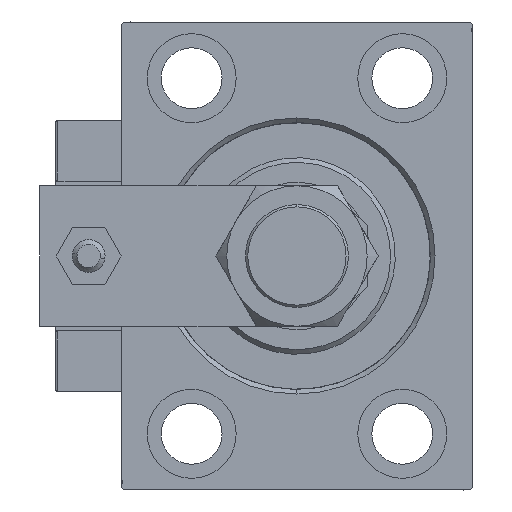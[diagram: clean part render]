
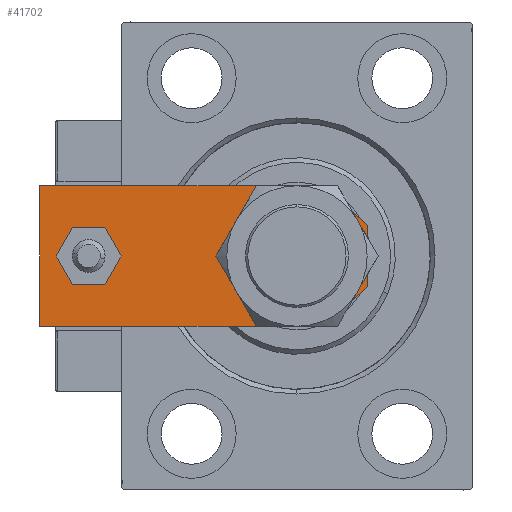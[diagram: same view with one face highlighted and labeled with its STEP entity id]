
A CAD part, left-side view. The second image highlights one B-rep face of the part: STEP entity #41702.
In plain terms, the highlighted face is planar.
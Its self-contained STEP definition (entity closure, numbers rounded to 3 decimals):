
#257 = ORIENTED_EDGE ( 'NONE', *, *, #49233, .T. ) ;
#624 = EDGE_CURVE ( 'NONE', #17790, #26320, #10630, .T. ) ;
#1921 = ORIENTED_EDGE ( 'NONE', *, *, #25166, .F. ) ;
#2374 = ORIENTED_EDGE ( 'NONE', *, *, #24342, .T. ) ;
#2832 = CARTESIAN_POINT ( 'NONE',  ( 0., 15., 8. ) ) ;
#3876 = VERTEX_POINT ( 'NONE', #43230 ) ;
#4349 = DIRECTION ( 'NONE',  ( 0., 0., 1. ) ) ;
#4746 = VECTOR ( 'NONE', #14871, 1000. ) ;
#4916 = VERTEX_POINT ( 'NONE', #26034 ) ;
#4931 = VECTOR ( 'NONE', #34917, 1000. ) ;
#6234 = VECTOR ( 'NONE', #33923, 1000. ) ;
#6451 = VERTEX_POINT ( 'NONE', #24563 ) ;
#6606 = EDGE_CURVE ( 'NONE', #4916, #18759, #41109, .T. ) ;
#7116 = EDGE_CURVE ( 'NONE', #3876, #6451, #29141, .T. ) ;
#7162 = LINE ( 'NONE', #23450, #30075 ) ;
#7370 = VERTEX_POINT ( 'NONE', #31697 ) ;
#7468 = EDGE_CURVE ( 'NONE', #26320, #30616, #7162, .T. ) ;
#8107 = LINE ( 'NONE', #17163, #26621 ) ;
#9560 = DIRECTION ( 'NONE',  ( 0., 0., 1. ) ) ;
#9649 = CARTESIAN_POINT ( 'NONE',  ( -15., 0., 8. ) ) ;
#10625 = CARTESIAN_POINT ( 'NONE',  ( 15., 70., 8. ) ) ;
#10630 = LINE ( 'NONE', #26918, #4931 ) ;
#10996 = ORIENTED_EDGE ( 'NONE', *, *, #624, .T. ) ;
#13578 = CIRCLE ( 'NONE', #20333, 10. ) ;
#13805 = CARTESIAN_POINT ( 'NONE',  ( -15., 70., 8. ) ) ;
#14644 = ORIENTED_EDGE ( 'NONE', *, *, #44848, .F. ) ;
#14664 = FACE_BOUND ( 'NONE', #49595, .T. ) ;
#14871 = DIRECTION ( 'NONE',  ( 0., -1., 0. ) ) ;
#15011 = AXIS2_PLACEMENT_3D ( 'NONE', #37417, #4349, #44890 ) ;
#15747 = CARTESIAN_POINT ( 'NONE',  ( -15., 70., 8. ) ) ;
#17163 = CARTESIAN_POINT ( 'NONE',  ( 3.25, -3.25, 8. ) ) ;
#17790 = VERTEX_POINT ( 'NONE', #29781 ) ;
#18141 = AXIS2_PLACEMENT_3D ( 'NONE', #2832, #39118, #23393 ) ;
#18759 = VERTEX_POINT ( 'NONE', #44082 ) ;
#19443 = DIRECTION ( 'NONE',  ( -1., 0., 0. ) ) ;
#19623 = CARTESIAN_POINT ( 'NONE',  ( 0., 0., 8. ) ) ;
#20333 = AXIS2_PLACEMENT_3D ( 'NONE', #29048, #9560, #37578 ) ;
#23356 = DIRECTION ( 'NONE',  ( 0., 0., 1. ) ) ;
#23393 = DIRECTION ( 'NONE',  ( 1., 0., 0. ) ) ;
#23450 = CARTESIAN_POINT ( 'NONE',  ( 15., 70., 8. ) ) ;
#24342 = EDGE_CURVE ( 'NONE', #28882, #3876, #40356, .T. ) ;
#24563 = CARTESIAN_POINT ( 'NONE',  ( 6.5, 0., 8. ) ) ;
#24654 = DIRECTION ( 'NONE',  ( 0.707, 0.707, 0. ) ) ;
#25166 = EDGE_CURVE ( 'NONE', #18759, #4916, #13578, .T. ) ;
#25504 = VECTOR ( 'NONE', #32343, 1000. ) ;
#26034 = CARTESIAN_POINT ( 'NONE',  ( -10., 15., 8. ) ) ;
#26320 = VERTEX_POINT ( 'NONE', #10625 ) ;
#26345 = CARTESIAN_POINT ( 'NONE',  ( 0., 59.5, 8. ) ) ;
#26621 = VECTOR ( 'NONE', #24654, 1000. ) ;
#26918 = CARTESIAN_POINT ( 'NONE',  ( 15., 0., 8. ) ) ;
#27804 = ORIENTED_EDGE ( 'NONE', *, *, #6606, .F. ) ;
#27856 = EDGE_LOOP ( 'NONE', ( #257, #2374, #32867, #39041, #10996, #51986 ) ) ;
#28882 = VERTEX_POINT ( 'NONE', #33643 ) ;
#29048 = CARTESIAN_POINT ( 'NONE',  ( 0., 15., 8. ) ) ;
#29141 = LINE ( 'NONE', #9649, #6234 ) ;
#29311 = CIRCLE ( 'NONE', #35296, 4. ) ;
#29781 = CARTESIAN_POINT ( 'NONE',  ( 15., 8.5, 8. ) ) ;
#30075 = VECTOR ( 'NONE', #19443, 1000. ) ;
#30079 = DIRECTION ( 'NONE',  ( 1., 0., 0. ) ) ;
#30616 = VERTEX_POINT ( 'NONE', #15747 ) ;
#31002 = AXIS2_PLACEMENT_3D ( 'NONE', #19623, #23356, #39615 ) ;
#31697 = CARTESIAN_POINT ( 'NONE',  ( -4., 59.5, 8. ) ) ;
#32080 = CARTESIAN_POINT ( 'NONE',  ( -3.25, -3.25, 8. ) ) ;
#32343 = DIRECTION ( 'NONE',  ( 0.707, -0.707, 0. ) ) ;
#32867 = ORIENTED_EDGE ( 'NONE', *, *, #7116, .T. ) ;
#33343 = ORIENTED_EDGE ( 'NONE', *, *, #48881, .F. ) ;
#33643 = CARTESIAN_POINT ( 'NONE',  ( -15., 8.5, 8. ) ) ;
#33923 = DIRECTION ( 'NONE',  ( 1., 0., 0. ) ) ;
#34334 = LINE ( 'NONE', #13805, #4746 ) ;
#34917 = DIRECTION ( 'NONE',  ( 0., 1., 0. ) ) ;
#34933 = FACE_BOUND ( 'NONE', #39458, .T. ) ;
#35296 = AXIS2_PLACEMENT_3D ( 'NONE', #26345, #38607, #30079 ) ;
#37417 = CARTESIAN_POINT ( 'NONE',  ( 0., 59.5, 8. ) ) ;
#37578 = DIRECTION ( 'NONE',  ( 1., 0., 0. ) ) ;
#37677 = EDGE_CURVE ( 'NONE', #6451, #17790, #8107, .T. ) ;
#38607 = DIRECTION ( 'NONE',  ( 0., 0., 1. ) ) ;
#39041 = ORIENTED_EDGE ( 'NONE', *, *, #37677, .T. ) ;
#39118 = DIRECTION ( 'NONE',  ( 0., 0., 1. ) ) ;
#39458 = EDGE_LOOP ( 'NONE', ( #14644, #33343 ) ) ;
#39615 = DIRECTION ( 'NONE',  ( 1., 0., 0. ) ) ;
#39877 = PLANE ( 'NONE',  #31002 ) ;
#40356 = LINE ( 'NONE', #32080, #25504 ) ;
#41084 = CARTESIAN_POINT ( 'NONE',  ( 4., 59.5, 8. ) ) ;
#41109 = CIRCLE ( 'NONE', #18141, 10. ) ;
#41702 = ADVANCED_FACE ( 'NONE', ( #34933, #51194, #14664 ), #39877, .T. ) ;
#43230 = CARTESIAN_POINT ( 'NONE',  ( -6.5, 0., 8. ) ) ;
#44082 = CARTESIAN_POINT ( 'NONE',  ( 10., 15., 8. ) ) ;
#44848 = EDGE_CURVE ( 'NONE', #7370, #48036, #29311, .T. ) ;
#44890 = DIRECTION ( 'NONE',  ( 1., 0., 0. ) ) ;
#46512 = CIRCLE ( 'NONE', #15011, 4. ) ;
#48036 = VERTEX_POINT ( 'NONE', #41084 ) ;
#48881 = EDGE_CURVE ( 'NONE', #48036, #7370, #46512, .T. ) ;
#49233 = EDGE_CURVE ( 'NONE', #30616, #28882, #34334, .T. ) ;
#49595 = EDGE_LOOP ( 'NONE', ( #27804, #1921 ) ) ;
#51194 = FACE_OUTER_BOUND ( 'NONE', #27856, .T. ) ;
#51986 = ORIENTED_EDGE ( 'NONE', *, *, #7468, .T. ) ;
